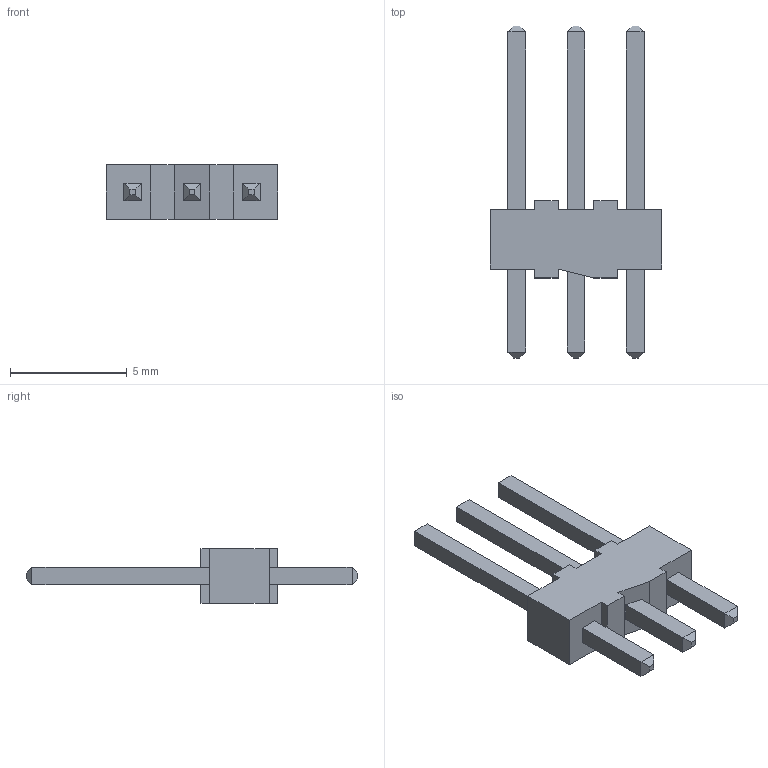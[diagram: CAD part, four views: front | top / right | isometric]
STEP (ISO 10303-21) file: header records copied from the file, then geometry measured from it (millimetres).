
FILE_DESCRIPTION(('STEP AP214'),'1');
FILE_NAME(' ',' ',('TraceParts'),('TraceParts S.A.'),'XStep 1.0',' ',' ');
FILE_SCHEMA(('automotive_design'));
Length unit declared in the file: millimetre
Products named in the file (7): 022102031
Bounding box: 7.37 x 14.22 x 2.34 mm (x, y, z)
Volume: 67.8 mm3; surface area: 196.6 mm2
Topology: 1 solids, 1 shells, 75 faces, 183 edges, 122 vertices
Faces by surface type: plane 75
Entity records: 2250 total; most frequent: CARTESIAN_POINT 387, ORIENTED_EDGE 354, DIRECTION 353, EDGE_CURVE 177, LINE 177, VECTOR 177, VERTEX_POINT 110, AXIS2_PLACEMENT_3D 88
